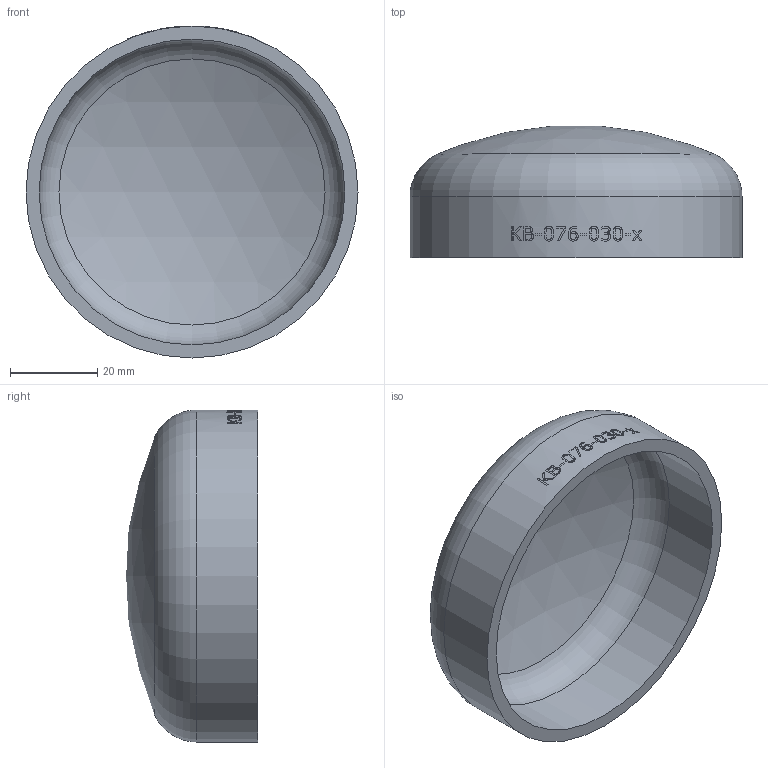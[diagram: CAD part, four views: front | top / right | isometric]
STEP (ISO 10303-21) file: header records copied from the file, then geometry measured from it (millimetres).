
FILE_DESCRIPTION (( 'STEP AP214' ), '1' );
FILE_NAME ('KB-076-030-x Klöpperboden 2003.STEP', '2020-03-25T15:32:48', ( '' ), ( '' ), 'SwSTEP 2.0', 'SolidWorks 2016', '' );
FILE_SCHEMA (( 'AUTOMOTIVE_DESIGN' ));
Length unit declared in the file: millimetre
Products named in the file (1): KB-076-030-x Klöpperboden 2003
Bounding box: 76.1 x 30.16 x 76.1 mm (x, y, z)
Volume: 26057.6 mm3; surface area: 18086.4 mm2
Topology: 1 solids, 1 shells, 174 faces, 457 edges, 304 vertices
Faces by surface type: bspline 101, plane 49, cylinder 20, torus 2, sphere 2
Full cylindrical faces by diameter (mm): 70.1 x1, 76.1 x1
Entity records: 19590 total; most frequent: CARTESIAN_POINT 14375, ORIENTED_EDGE 906, EDGE_CURVE 453, DIRECTION 342, B_SPLINE_CURVE_WITH_KNOTS 321, VERTEX_POINT 304, EDGE_LOOP 197, FACE_OUTER_BOUND 178
